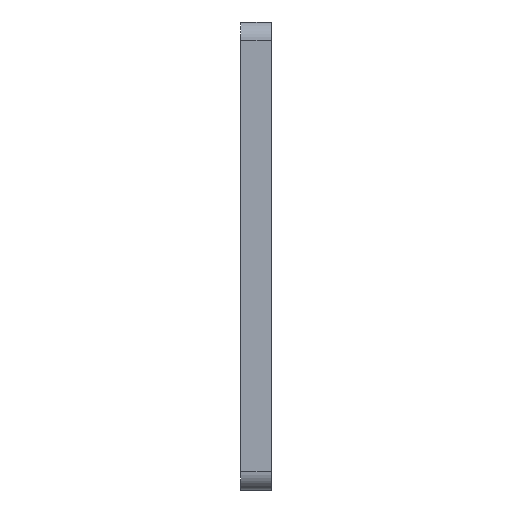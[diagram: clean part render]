
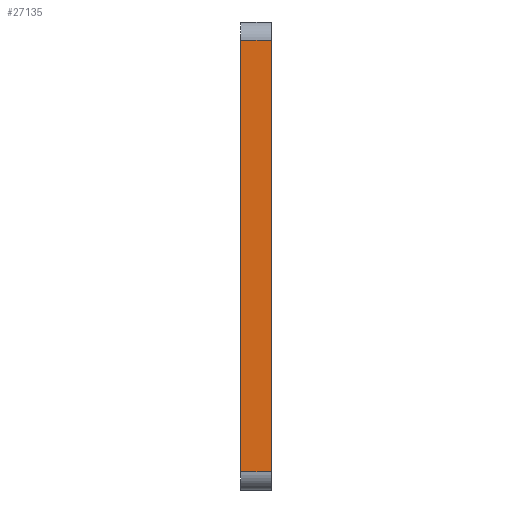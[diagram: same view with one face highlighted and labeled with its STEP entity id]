
A CAD part, left-side view. The second image highlights one B-rep face of the part: STEP entity #27135.
In plain terms, the highlighted planar face has unit normal (-1, 0, 0).
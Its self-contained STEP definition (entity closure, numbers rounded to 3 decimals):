
#302=PLANE('',#29515);
#1234=FACE_OUTER_BOUND('',#2723,.T.);
#2723=EDGE_LOOP('',(#21437,#21438,#21439,#21440));
#3872=LINE('',#39099,#6861);
#4982=LINE('',#42567,#7971);
#5474=LINE('',#44196,#8463);
#5475=LINE('',#44197,#8464);
#6861=VECTOR('',#30964,10.);
#7971=VECTOR('',#33836,10.);
#8463=VECTOR('',#35030,10.);
#8464=VECTOR('',#35031,10.);
#11037=VERTEX_POINT('',#39096);
#11038=VERTEX_POINT('',#39098);
#12514=VERTEX_POINT('',#42564);
#12515=VERTEX_POINT('',#42566);
#13823=EDGE_CURVE('',#11037,#11038,#3872,.T.);
#15562=EDGE_CURVE('',#12515,#12514,#4982,.T.);
#16378=EDGE_CURVE('',#12514,#11038,#5474,.T.);
#16379=EDGE_CURVE('',#12515,#11037,#5475,.T.);
#21437=ORIENTED_EDGE('',*,*,#16378,.T.);
#21438=ORIENTED_EDGE('',*,*,#13823,.F.);
#21439=ORIENTED_EDGE('',*,*,#16379,.F.);
#21440=ORIENTED_EDGE('',*,*,#15562,.T.);
#27135=ADVANCED_FACE('',(#1234),#302,.T.);
#29515=AXIS2_PLACEMENT_3D('',#44195,#35028,#35029);
#30964=DIRECTION('',(0.,0.,-1.));
#33836=DIRECTION('',(0.,0.,-1.));
#35028=DIRECTION('center_axis',(-1.,0.,0.));
#35029=DIRECTION('ref_axis',(0.,0.,-1.));
#35030=DIRECTION('',(0.,-1.,0.));
#35031=DIRECTION('',(0.,-1.,0.));
#39096=CARTESIAN_POINT('',(0.5,-5.,73.7));
#39098=CARTESIAN_POINT('',(0.5,-5.,3.5));
#39099=CARTESIAN_POINT('',(0.5,-5.,73.7));
#42564=CARTESIAN_POINT('',(0.5,0.,3.5));
#42566=CARTESIAN_POINT('',(0.5,0.,73.7));
#42567=CARTESIAN_POINT('',(0.5,0.,75.885));
#44195=CARTESIAN_POINT('Origin',(0.5,0.,75.885));
#44196=CARTESIAN_POINT('',(0.5,-1.5,3.5));
#44197=CARTESIAN_POINT('',(0.5,-1.5,73.7));
